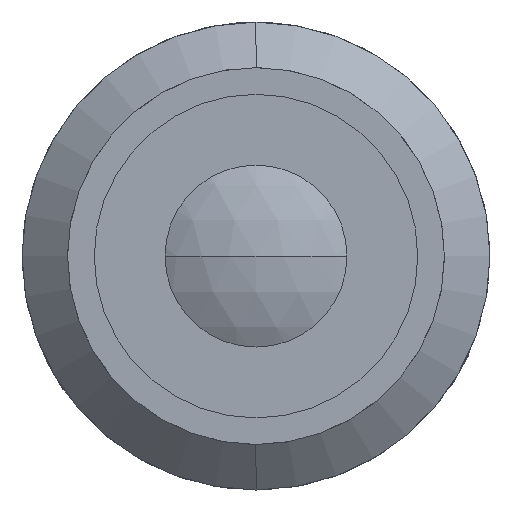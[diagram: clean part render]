
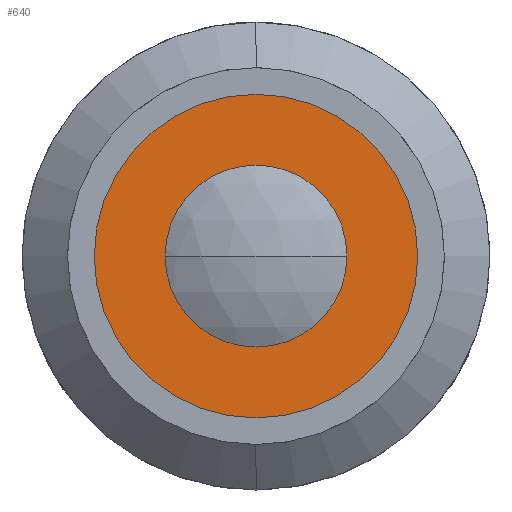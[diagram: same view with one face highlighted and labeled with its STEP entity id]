
A CAD part, left-side view. The second image highlights one B-rep face of the part: STEP entity #640.
In plain terms, the highlighted planar face has unit normal (-1, 0, 0).
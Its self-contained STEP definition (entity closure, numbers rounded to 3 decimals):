
#67 = AXIS2_PLACEMENT_3D ( 'NONE', #2378, #2118, #3853 ) ;
#71 = EDGE_CURVE ( 'NONE', #3690, #1106, #2789, .T. ) ;
#117 = DIRECTION ( 'NONE',  ( 0., 0., -1. ) ) ;
#122 = CIRCLE ( 'NONE', #1551, 7. ) ;
#240 = VERTEX_POINT ( 'NONE', #3428 ) ;
#249 = DIRECTION ( 'NONE',  ( 0., 0., 1. ) ) ;
#323 = ORIENTED_EDGE ( 'NONE', *, *, #2229, .F. ) ;
#325 = DIRECTION ( 'NONE',  ( -1., 0., 0. ) ) ;
#436 = EDGE_CURVE ( 'NONE', #1106, #3690, #1875, .T. ) ;
#640 = ADVANCED_FACE ( 'NONE', ( #1252, #3801 ), #1274, .F. ) ;
#713 = CARTESIAN_POINT ( 'NONE',  ( 3.8, 0., -13.5 ) ) ;
#796 = CIRCLE ( 'NONE', #2524, 7. ) ;
#899 = EDGE_LOOP ( 'NONE', ( #1588, #323 ) ) ;
#919 = CARTESIAN_POINT ( 'NONE',  ( 3.8, 0., 7. ) ) ;
#1106 = VERTEX_POINT ( 'NONE', #3952 ) ;
#1252 = FACE_BOUND ( 'NONE', #899, .T. ) ;
#1274 = PLANE ( 'NONE',  #2403 ) ;
#1449 = EDGE_CURVE ( 'NONE', #3926, #240, #122, .T. ) ;
#1551 = AXIS2_PLACEMENT_3D ( 'NONE', #4273, #325, #4662 ) ;
#1588 = ORIENTED_EDGE ( 'NONE', *, *, #1449, .F. ) ;
#1632 = DIRECTION ( 'NONE',  ( 0., 0., 1. ) ) ;
#1718 = CARTESIAN_POINT ( 'NONE',  ( 3.8, 0., 0. ) ) ;
#1867 = ORIENTED_EDGE ( 'NONE', *, *, #71, .T. ) ;
#1875 = CIRCLE ( 'NONE', #67, 13.5 ) ;
#1960 = DIRECTION ( 'NONE',  ( -1., 0., 0. ) ) ;
#1980 = EDGE_LOOP ( 'NONE', ( #2892, #1867 ) ) ;
#2118 = DIRECTION ( 'NONE',  ( -1., 0., 0. ) ) ;
#2229 = EDGE_CURVE ( 'NONE', #240, #3926, #796, .T. ) ;
#2280 = CARTESIAN_POINT ( 'NONE',  ( 3.8, 13.5, 0. ) ) ;
#2284 = CARTESIAN_POINT ( 'NONE',  ( 3.8, 0., 0. ) ) ;
#2364 = DIRECTION ( 'NONE',  ( -1., 0., 0. ) ) ;
#2378 = CARTESIAN_POINT ( 'NONE',  ( 3.8, 0., 0. ) ) ;
#2403 = AXIS2_PLACEMENT_3D ( 'NONE', #2280, #3726, #117 ) ;
#2524 = AXIS2_PLACEMENT_3D ( 'NONE', #1718, #2364, #249 ) ;
#2789 = CIRCLE ( 'NONE', #3532, 13.5 ) ;
#2892 = ORIENTED_EDGE ( 'NONE', *, *, #436, .T. ) ;
#3428 = CARTESIAN_POINT ( 'NONE',  ( 3.8, 0., -7. ) ) ;
#3532 = AXIS2_PLACEMENT_3D ( 'NONE', #2284, #1960, #1632 ) ;
#3690 = VERTEX_POINT ( 'NONE', #713 ) ;
#3726 = DIRECTION ( 'NONE',  ( 1., 0., 0. ) ) ;
#3801 = FACE_OUTER_BOUND ( 'NONE', #1980, .T. ) ;
#3853 = DIRECTION ( 'NONE',  ( 0., 0., 1. ) ) ;
#3926 = VERTEX_POINT ( 'NONE', #919 ) ;
#3952 = CARTESIAN_POINT ( 'NONE',  ( 3.8, 0., 13.5 ) ) ;
#4273 = CARTESIAN_POINT ( 'NONE',  ( 3.8, 0., 0. ) ) ;
#4662 = DIRECTION ( 'NONE',  ( 0., 0., 1. ) ) ;
